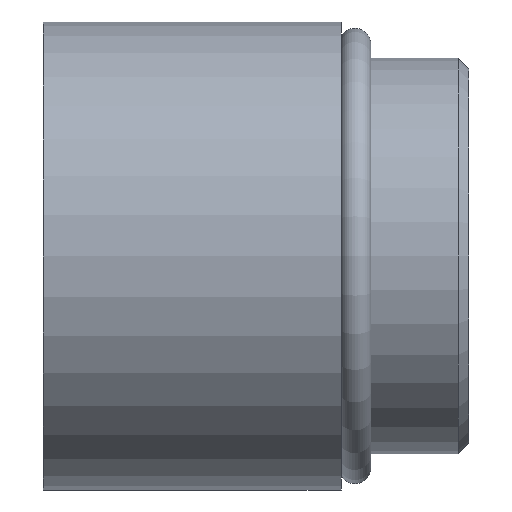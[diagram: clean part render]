
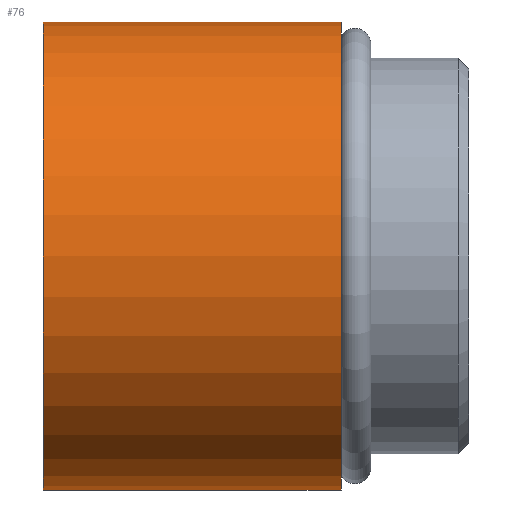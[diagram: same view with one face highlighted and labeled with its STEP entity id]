
A CAD part, left-side view. The second image highlights one B-rep face of the part: STEP entity #76.
In plain terms, the highlighted cylindrical face has radius 11 mm (diameter 22 mm), a partial arc.
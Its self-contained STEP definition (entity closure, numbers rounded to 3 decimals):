
#19 = CIRCLE ( 'NONE', #380, 11. ) ;
#26 = EDGE_CURVE ( 'NONE', #133, #134, #492, .T. ) ;
#29 = EDGE_CURVE ( 'NONE', #134, #135, #19, .T. ) ;
#37 = EDGE_CURVE ( 'NONE', #132, #135, #525, .T. ) ;
#55 = EDGE_CURVE ( 'NONE', #133, #132, #250, .T. ) ;
#76 = ADVANCED_FACE ( 'NONE', ( #308 ), #309, .T. ) ;
#117 = ORIENTED_EDGE ( 'NONE', *, *, #29, .F. ) ;
#132 = VERTEX_POINT ( 'NONE', #435 ) ;
#133 = VERTEX_POINT ( 'NONE', #436 ) ;
#134 = VERTEX_POINT ( 'NONE', #437 ) ;
#135 = VERTEX_POINT ( 'NONE', #438 ) ;
#165 = ORIENTED_EDGE ( 'NONE', *, *, #26, .F. ) ;
#166 = ORIENTED_EDGE ( 'NONE', *, *, #55, .T. ) ;
#167 = ORIENTED_EDGE ( 'NONE', *, *, #37, .T. ) ;
#203 = EDGE_LOOP ( 'NONE', ( #165, #166, #167, #117 ) ) ;
#250 = CIRCLE ( 'NONE', #351, 11. ) ;
#277 = VECTOR ( 'NONE', #494, 1000. ) ;
#304 = AXIS2_PLACEMENT_3D ( 'NONE', #392, #393, #394 ) ;
#308 = FACE_OUTER_BOUND ( 'NONE', #203, .T. ) ;
#309 = CYLINDRICAL_SURFACE ( 'NONE', #304, 11. ) ;
#351 = AXIS2_PLACEMENT_3D ( 'NONE', #578, #579, #580 ) ;
#366 = VECTOR ( 'NONE', #527, 1000. ) ;
#380 = AXIS2_PLACEMENT_3D ( 'NONE', #497, #501, #502 ) ;
#392 = CARTESIAN_POINT ( 'NONE',  ( 0., -10.273, 0. ) ) ;
#393 = DIRECTION ( 'NONE',  ( 0., -1., 0. ) ) ;
#394 = DIRECTION ( 'NONE',  ( 0., 0., -1. ) ) ;
#435 = CARTESIAN_POINT ( 'NONE',  ( 0., 12., -11. ) ) ;
#436 = CARTESIAN_POINT ( 'NONE',  ( 0., 12., 11. ) ) ;
#437 = CARTESIAN_POINT ( 'NONE',  ( 0., -2., 11. ) ) ;
#438 = CARTESIAN_POINT ( 'NONE',  ( 0., -2., -11. ) ) ;
#492 = LINE ( 'NONE', #493, #277 ) ;
#493 = CARTESIAN_POINT ( 'NONE',  ( 0., -10.273, 11. ) ) ;
#494 = DIRECTION ( 'NONE',  ( 0., -1., 0. ) ) ;
#497 = CARTESIAN_POINT ( 'NONE',  ( 0., -2., 0. ) ) ;
#501 = DIRECTION ( 'NONE',  ( 0., -1., 0. ) ) ;
#502 = DIRECTION ( 'NONE',  ( 0., 0., -1. ) ) ;
#525 = LINE ( 'NONE', #526, #366 ) ;
#526 = CARTESIAN_POINT ( 'NONE',  ( 0., -10.273, -11. ) ) ;
#527 = DIRECTION ( 'NONE',  ( 0., -1., 0. ) ) ;
#578 = CARTESIAN_POINT ( 'NONE',  ( 0., 12., 0. ) ) ;
#579 = DIRECTION ( 'NONE',  ( 0., -1., 0. ) ) ;
#580 = DIRECTION ( 'NONE',  ( 0., 0., -1. ) ) ;
